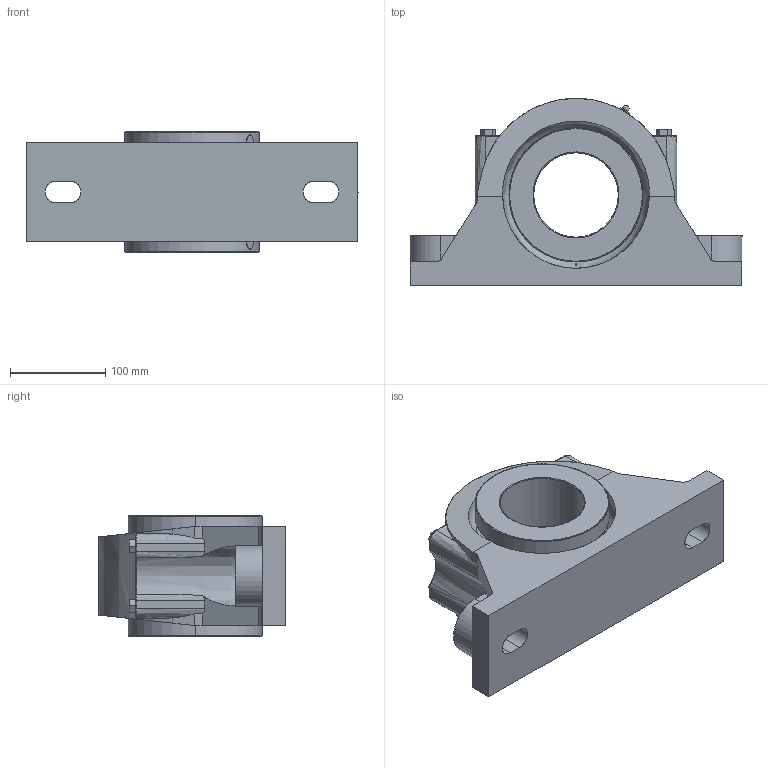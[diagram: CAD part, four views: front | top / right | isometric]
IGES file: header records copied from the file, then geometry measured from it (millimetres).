
Start section: SolidWorks IGES file using analytic representation for surfaces
Global section: file name: RPDEFAU0913158404095.igs; native system: SolidWorks 2008; preprocessor: SolidWorks 2008; author: partstream; date: 070913.150840; units: millimetre
Bounding box: 349.25 x 196.85 x 127 mm (x, y, z)
Surface area: 292796.8 mm2 (no closed solid volume)
Topology: 0 solids, 0 shells, 186 faces, 2761 edges, 2768 vertices
Faces by surface type: bspline 129, revolution 57
